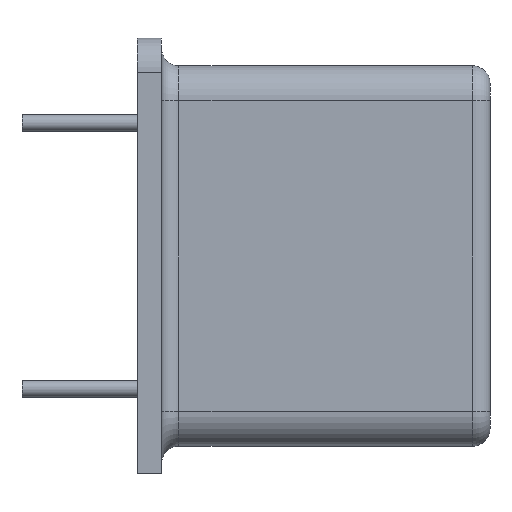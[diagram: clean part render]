
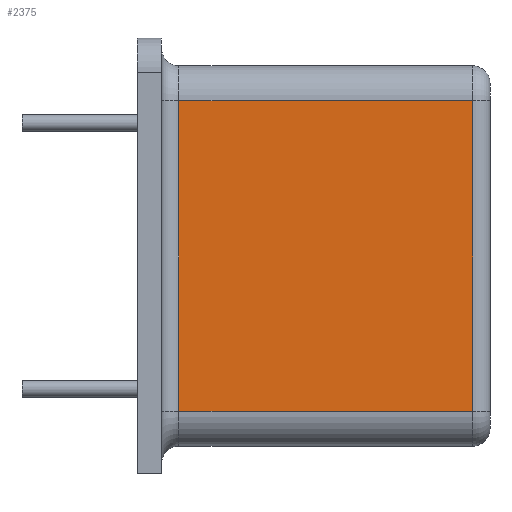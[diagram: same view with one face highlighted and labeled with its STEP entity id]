
A CAD part, left-side view. The second image highlights one B-rep face of the part: STEP entity #2375.
In plain terms, the highlighted planar face has unit normal (-1, 0, 0).
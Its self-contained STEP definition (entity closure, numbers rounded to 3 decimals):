
#5 = EDGE_CURVE ( 'NONE', #2305, #1947, #2078, .T. ) ;
#195 = EDGE_CURVE ( 'NONE', #415, #2305, #700, .T. ) ;
#218 = CARTESIAN_POINT ( 'NONE',  ( -9.265, 0.5, -5.455 ) ) ;
#259 = LINE ( 'NONE', #2089, #1499 ) ;
#277 = DIRECTION ( 'NONE',  ( 0., 1., 0. ) ) ;
#415 = VERTEX_POINT ( 'NONE', #485 ) ;
#431 = CARTESIAN_POINT ( 'NONE',  ( -9.265, 8.92, 4.455 ) ) ;
#465 = DIRECTION ( 'NONE',  ( 0., 0., -1. ) ) ;
#471 = CARTESIAN_POINT ( 'NONE',  ( -9.265, 8.92, -4.455 ) ) ;
#475 = CARTESIAN_POINT ( 'NONE',  ( -9.265, 0., -5.455 ) ) ;
#485 = CARTESIAN_POINT ( 'NONE',  ( -9.265, 0.5, 4.455 ) ) ;
#645 = VERTEX_POINT ( 'NONE', #740 ) ;
#700 = LINE ( 'NONE', #1381, #1111 ) ;
#714 = ORIENTED_EDGE ( 'NONE', *, *, #195, .T. ) ;
#740 = CARTESIAN_POINT ( 'NONE',  ( -9.265, 0.5, -4.455 ) ) ;
#781 = EDGE_CURVE ( 'NONE', #645, #415, #2384, .T. ) ;
#928 = CARTESIAN_POINT ( 'NONE',  ( -9.265, 8.92, -5.455 ) ) ;
#956 = DIRECTION ( 'NONE',  ( 0., 0., 1. ) ) ;
#1111 = VECTOR ( 'NONE', #277, 1000. ) ;
#1230 = VECTOR ( 'NONE', #956, 1000. ) ;
#1381 = CARTESIAN_POINT ( 'NONE',  ( -9.265, 0., 4.455 ) ) ;
#1410 = PLANE ( 'NONE',  #2381 ) ;
#1472 = ORIENTED_EDGE ( 'NONE', *, *, #1648, .T. ) ;
#1499 = VECTOR ( 'NONE', #1583, 1000. ) ;
#1583 = DIRECTION ( 'NONE',  ( 0., -1., 0. ) ) ;
#1648 = EDGE_CURVE ( 'NONE', #1947, #645, #259, .T. ) ;
#1705 = ORIENTED_EDGE ( 'NONE', *, *, #781, .T. ) ;
#1780 = ORIENTED_EDGE ( 'NONE', *, *, #5, .T. ) ;
#1886 = FACE_OUTER_BOUND ( 'NONE', #1984, .T. ) ;
#1947 = VERTEX_POINT ( 'NONE', #471 ) ;
#1984 = EDGE_LOOP ( 'NONE', ( #1472, #1705, #714, #1780 ) ) ;
#2078 = LINE ( 'NONE', #928, #2105 ) ;
#2089 = CARTESIAN_POINT ( 'NONE',  ( -9.265, 0., -4.455 ) ) ;
#2105 = VECTOR ( 'NONE', #2231, 1000. ) ;
#2137 = DIRECTION ( 'NONE',  ( 1., 0., 0. ) ) ;
#2231 = DIRECTION ( 'NONE',  ( 0., 0., -1. ) ) ;
#2305 = VERTEX_POINT ( 'NONE', #431 ) ;
#2375 = ADVANCED_FACE ( 'NONE', ( #1886 ), #1410, .F. ) ;
#2381 = AXIS2_PLACEMENT_3D ( 'NONE', #475, #2137, #465 ) ;
#2384 = LINE ( 'NONE', #218, #1230 ) ;
